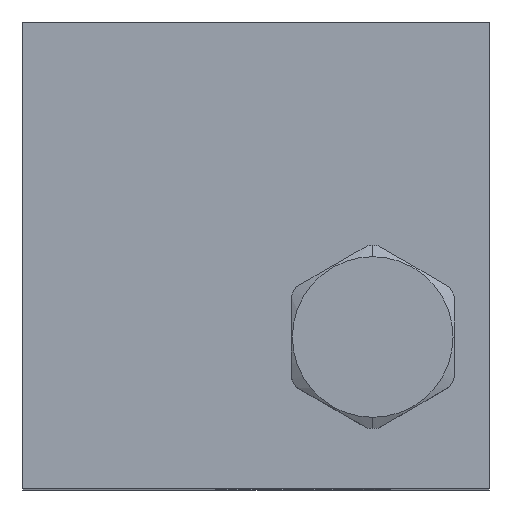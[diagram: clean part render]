
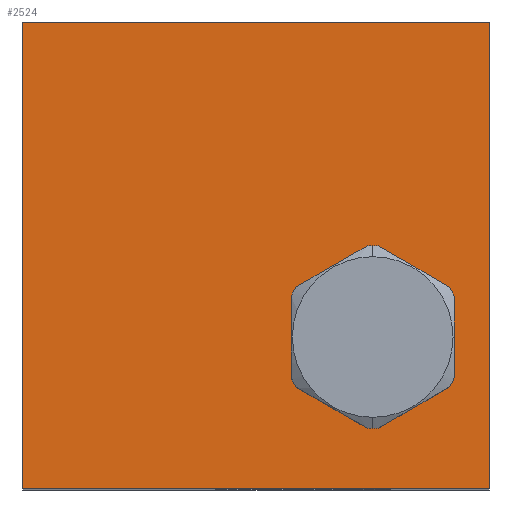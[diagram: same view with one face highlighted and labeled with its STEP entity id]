
A CAD part, top view. The second image highlights one B-rep face of the part: STEP entity #2524.
In plain terms, the highlighted planar face has unit normal (0, 0, 1).
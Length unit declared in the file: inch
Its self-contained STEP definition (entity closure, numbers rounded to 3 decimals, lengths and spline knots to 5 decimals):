
#113=DIRECTION('',(0.,-1.,0.));
#114=VECTOR('',#113,2.5);
#115=CARTESIAN_POINT('',(0.,0.,3.375));
#116=LINE('',#115,#114);
#117=DIRECTION('',(-1.,0.,0.));
#118=VECTOR('',#117,2.5);
#119=CARTESIAN_POINT('',(2.5,0.,3.375));
#120=LINE('',#119,#118);
#121=DIRECTION('',(0.,1.,0.));
#122=VECTOR('',#121,2.5);
#123=CARTESIAN_POINT('',(2.5,-2.5,3.375));
#124=LINE('',#123,#122);
#125=DIRECTION('',(1.,0.,0.));
#126=VECTOR('',#125,2.5);
#127=CARTESIAN_POINT('',(0.,-2.5,3.375));
#128=LINE('',#127,#126);
#129=CARTESIAN_POINT('',(1.875,-1.688,3.375));
#130=DIRECTION('',(0.,0.,-1.));
#131=DIRECTION('',(-1.,0.,0.));
#132=AXIS2_PLACEMENT_3D('',#129,#130,#131);
#134=CARTESIAN_POINT('',(1.875,-1.688,3.375));
#135=DIRECTION('',(0.,0.,-1.));
#136=DIRECTION('',(1.,0.,0.));
#137=AXIS2_PLACEMENT_3D('',#134,#135,#136);
#2053=CARTESIAN_POINT('',(0.,0.,3.375));
#2054=CARTESIAN_POINT('',(0.,-2.5,3.375));
#2055=VERTEX_POINT('',#2053);
#2056=VERTEX_POINT('',#2054);
#2057=CARTESIAN_POINT('',(2.5,-2.5,3.375));
#2058=VERTEX_POINT('',#2057);
#2059=CARTESIAN_POINT('',(2.5,0.,3.375));
#2060=VERTEX_POINT('',#2059);
#2097=CARTESIAN_POINT('',(2.3055,-1.688,3.375));
#2098=VERTEX_POINT('',#2097);
#2103=CARTESIAN_POINT('',(1.4445,-1.688,3.375));
#2104=VERTEX_POINT('',#2103);
#2507=CARTESIAN_POINT('',(0.,0.,3.375));
#2508=DIRECTION('',(0.,0.,1.));
#2509=DIRECTION('',(1.,0.,0.));
#2510=AXIS2_PLACEMENT_3D('',#2507,#2508,#2509);
#2511=PLANE('',#2510);
#2512=ORIENTED_EDGE('',*,*,#2417,.F.);
#2513=ORIENTED_EDGE('',*,*,#2444,.F.);
#2514=ORIENTED_EDGE('',*,*,#2470,.F.);
#2515=ORIENTED_EDGE('',*,*,#2495,.F.);
#2516=EDGE_LOOP('',(#2512,#2513,#2514,#2515));
#2517=FACE_OUTER_BOUND('',#2516,.F.);
#2519=ORIENTED_EDGE('',*,*,#2518,.F.);
#2521=ORIENTED_EDGE('',*,*,#2520,.F.);
#2522=EDGE_LOOP('',(#2519,#2521));
#2523=FACE_BOUND('',#2522,.F.);
#2524=ADVANCED_FACE('',(#2517,#2523),#2511,.T.);
#133=CIRCLE('',#132,0.4305);
#138=CIRCLE('',#137,0.4305);
#2417=EDGE_CURVE('',#2055,#2056,#116,.T.);
#2444=EDGE_CURVE('',#2060,#2055,#120,.T.);
#2470=EDGE_CURVE('',#2058,#2060,#124,.T.);
#2495=EDGE_CURVE('',#2056,#2058,#128,.T.);
#2518=EDGE_CURVE('',#2104,#2098,#133,.T.);
#2520=EDGE_CURVE('',#2098,#2104,#138,.T.);
